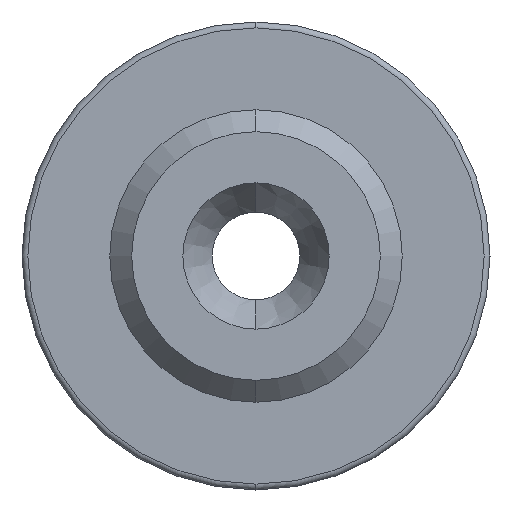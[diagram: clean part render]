
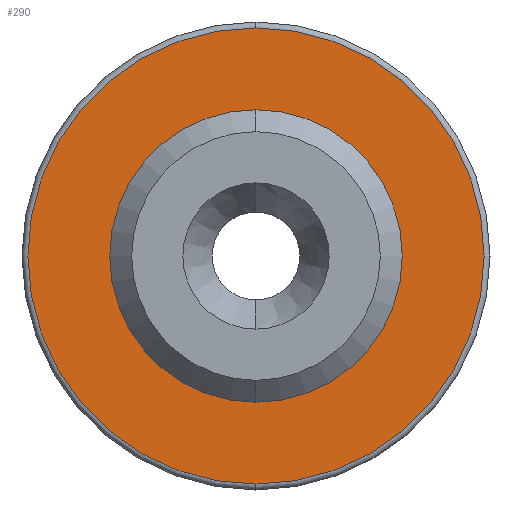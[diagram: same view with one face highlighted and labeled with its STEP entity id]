
A CAD part, left-side view. The second image highlights one B-rep face of the part: STEP entity #290.
In plain terms, the highlighted planar face has unit normal (-1, 0, 0).
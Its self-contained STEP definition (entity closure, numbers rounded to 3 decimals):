
#3 = DIRECTION ( 'NONE',  ( -1., 0., 0. ) ) ;
#4 = DIRECTION ( 'NONE',  ( 0., 0., 1. ) ) ;
#14 = CARTESIAN_POINT ( 'NONE',  ( -70., 0., 7.8 ) ) ;
#29 = DIRECTION ( 'NONE',  ( 0., 0., 1. ) ) ;
#44 = VERTEX_POINT ( 'NONE', #14 ) ;
#87 = CARTESIAN_POINT ( 'NONE',  ( -70., 0., -7.8 ) ) ;
#132 = PLANE ( 'NONE',  #133 ) ;
#133 = AXIS2_PLACEMENT_3D ( 'NONE', #87, #297, #733 ) ;
#277 = ORIENTED_EDGE ( 'NONE', *, *, #280, .F. ) ;
#278 = CIRCLE ( 'NONE', #464, 4.25 ) ;
#280 = EDGE_CURVE ( 'NONE', #455, #645, #580, .T. ) ;
#290 = ADVANCED_FACE ( 'NONE', ( #704, #469 ), #132, .F. ) ;
#297 = DIRECTION ( 'NONE',  ( 1., 0., 0. ) ) ;
#298 = DIRECTION ( 'NONE',  ( 0., 0., 1. ) ) ;
#299 = EDGE_CURVE ( 'NONE', #338, #44, #562, .T. ) ;
#323 = CARTESIAN_POINT ( 'NONE',  ( -70., 0., 0. ) ) ;
#338 = VERTEX_POINT ( 'NONE', #357 ) ;
#345 = ORIENTED_EDGE ( 'NONE', *, *, #709, .T. ) ;
#347 = CIRCLE ( 'NONE', #529, 7.8 ) ;
#357 = CARTESIAN_POINT ( 'NONE',  ( -70., 0., -7.8 ) ) ;
#362 = CARTESIAN_POINT ( 'NONE',  ( -70., 0., 0. ) ) ;
#388 = DIRECTION ( 'NONE',  ( -1., 0., 0. ) ) ;
#399 = EDGE_LOOP ( 'NONE', ( #550, #277 ) ) ;
#417 = DIRECTION ( 'NONE',  ( -1., 0., 0. ) ) ;
#424 = DIRECTION ( 'NONE',  ( 0., 0., 1. ) ) ;
#425 = EDGE_CURVE ( 'NONE', #645, #455, #278, .T. ) ;
#455 = VERTEX_POINT ( 'NONE', #734 ) ;
#457 = EDGE_LOOP ( 'NONE', ( #345, #582 ) ) ;
#464 = AXIS2_PLACEMENT_3D ( 'NONE', #362, #3, #424 ) ;
#469 = FACE_OUTER_BOUND ( 'NONE', #457, .T. ) ;
#517 = CARTESIAN_POINT ( 'NONE',  ( -70., 0., 0. ) ) ;
#529 = AXIS2_PLACEMENT_3D ( 'NONE', #517, #388, #29 ) ;
#548 = CARTESIAN_POINT ( 'NONE',  ( -70., 0., 0. ) ) ;
#550 = ORIENTED_EDGE ( 'NONE', *, *, #425, .F. ) ;
#562 = CIRCLE ( 'NONE', #607, 7.8 ) ;
#572 = AXIS2_PLACEMENT_3D ( 'NONE', #323, #697, #4 ) ;
#580 = CIRCLE ( 'NONE', #572, 4.25 ) ;
#582 = ORIENTED_EDGE ( 'NONE', *, *, #299, .T. ) ;
#607 = AXIS2_PLACEMENT_3D ( 'NONE', #548, #417, #298 ) ;
#626 = CARTESIAN_POINT ( 'NONE',  ( -70., 0., 4.25 ) ) ;
#645 = VERTEX_POINT ( 'NONE', #626 ) ;
#697 = DIRECTION ( 'NONE',  ( -1., 0., 0. ) ) ;
#704 = FACE_BOUND ( 'NONE', #399, .T. ) ;
#709 = EDGE_CURVE ( 'NONE', #44, #338, #347, .T. ) ;
#733 = DIRECTION ( 'NONE',  ( 0., 0., -1. ) ) ;
#734 = CARTESIAN_POINT ( 'NONE',  ( -70., 0., -4.25 ) ) ;
